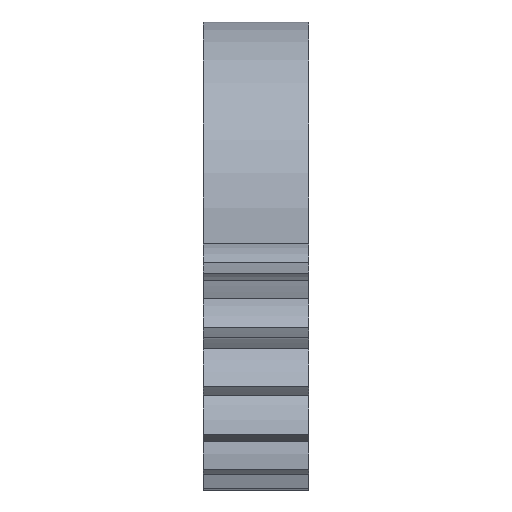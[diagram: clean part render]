
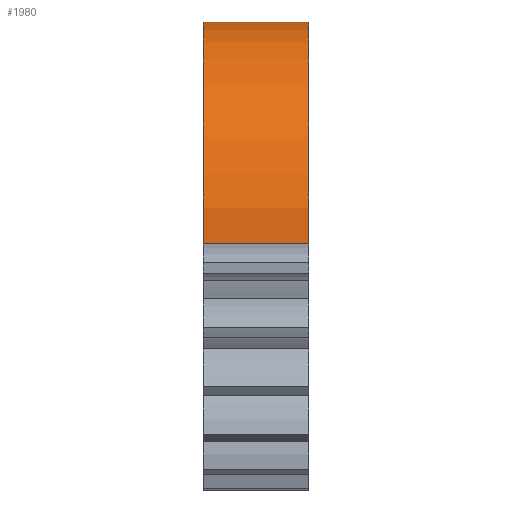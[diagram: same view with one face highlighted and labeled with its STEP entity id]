
A CAD part, left-side view. The second image highlights one B-rep face of the part: STEP entity #1980.
In plain terms, the highlighted cylindrical face has radius 12.093 mm (diameter 24.185 mm), a partial arc.
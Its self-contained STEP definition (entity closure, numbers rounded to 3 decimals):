
#115 = AXIS2_PLACEMENT_3D ( 'NONE', #1409, #1716, #1270 ) ;
#166 = CARTESIAN_POINT ( 'NONE',  ( 1.306, -2., 4. ) ) ;
#265 = VECTOR ( 'NONE', #981, 1000. ) ;
#372 = CARTESIAN_POINT ( 'NONE',  ( -22.187, -2., -0.543 ) ) ;
#390 = CARTESIAN_POINT ( 'NONE',  ( 1.306, -6., 4. ) ) ;
#438 = VERTEX_POINT ( 'NONE', #166 ) ;
#453 = CARTESIAN_POINT ( 'NONE',  ( 1.306, 4., 4. ) ) ;
#457 = ORIENTED_EDGE ( 'NONE', *, *, #1546, .T. ) ;
#518 = VECTOR ( 'NONE', #1368, 1000. ) ;
#562 = VERTEX_POINT ( 'NONE', #372 ) ;
#665 = CARTESIAN_POINT ( 'NONE',  ( -10.106, -2., 0. ) ) ;
#677 = DIRECTION ( 'NONE',  ( 0., 0., 1. ) ) ;
#686 = DIRECTION ( 'NONE',  ( 0., 1., 0. ) ) ;
#735 = CIRCLE ( 'NONE', #115, 12.093 ) ;
#740 = EDGE_CURVE ( 'NONE', #562, #438, #1802, .T. ) ;
#804 = CYLINDRICAL_SURFACE ( 'NONE', #966, 12.093 ) ;
#913 = ORIENTED_EDGE ( 'NONE', *, *, #1129, .F. ) ;
#960 = ORIENTED_EDGE ( 'NONE', *, *, #1325, .T. ) ;
#966 = AXIS2_PLACEMENT_3D ( 'NONE', #1562, #1731, #1864 ) ;
#981 = DIRECTION ( 'NONE',  ( 0., 1., 0. ) ) ;
#1000 = CARTESIAN_POINT ( 'NONE',  ( -22.187, 4., -0.543 ) ) ;
#1037 = ORIENTED_EDGE ( 'NONE', *, *, #740, .T. ) ;
#1129 = EDGE_CURVE ( 'NONE', #1920, #1582, #735, .T. ) ;
#1258 = EDGE_LOOP ( 'NONE', ( #1037, #960, #913, #457 ) ) ;
#1270 = DIRECTION ( 'NONE',  ( 0., 0., 1. ) ) ;
#1315 = AXIS2_PLACEMENT_3D ( 'NONE', #665, #686, #677 ) ;
#1325 = EDGE_CURVE ( 'NONE', #438, #1582, #1446, .T. ) ;
#1368 = DIRECTION ( 'NONE',  ( 0., -1., 0. ) ) ;
#1390 = FACE_OUTER_BOUND ( 'NONE', #1258, .T. ) ;
#1409 = CARTESIAN_POINT ( 'NONE',  ( -10.106, 4., 0. ) ) ;
#1446 = LINE ( 'NONE', #390, #265 ) ;
#1546 = EDGE_CURVE ( 'NONE', #1920, #562, #1786, .T. ) ;
#1562 = CARTESIAN_POINT ( 'NONE',  ( -10.106, 4., 0. ) ) ;
#1582 = VERTEX_POINT ( 'NONE', #453 ) ;
#1716 = DIRECTION ( 'NONE',  ( 0., 1., 0. ) ) ;
#1731 = DIRECTION ( 'NONE',  ( 0., -1., 0. ) ) ;
#1786 = LINE ( 'NONE', #1000, #518 ) ;
#1802 = CIRCLE ( 'NONE', #1315, 12.093 ) ;
#1815 = CARTESIAN_POINT ( 'NONE',  ( -22.187, 4., -0.543 ) ) ;
#1864 = DIRECTION ( 'NONE',  ( 0., 0., -1. ) ) ;
#1920 = VERTEX_POINT ( 'NONE', #1815 ) ;
#1980 = ADVANCED_FACE ( 'NONE', ( #1390 ), #804, .T. ) ;
